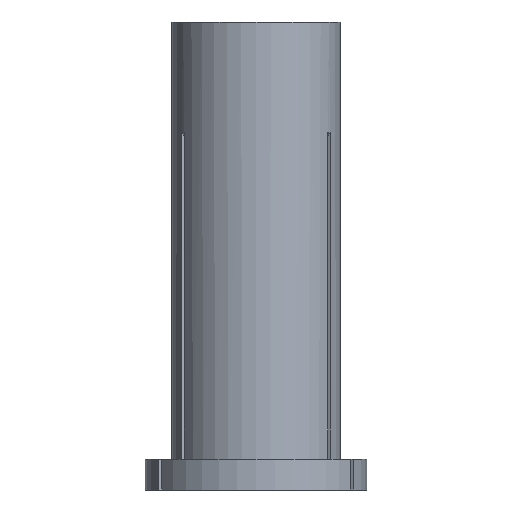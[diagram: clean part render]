
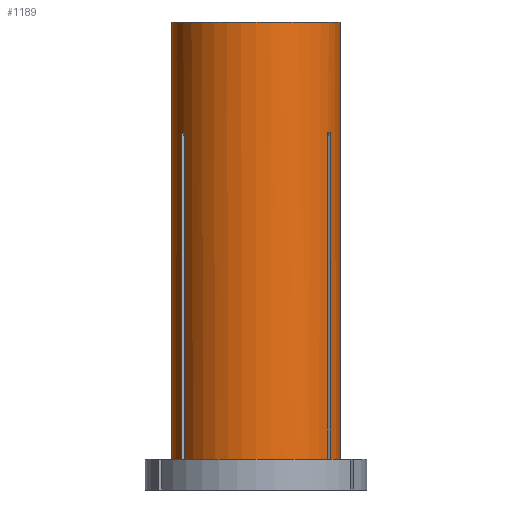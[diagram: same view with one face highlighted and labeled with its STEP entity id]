
A CAD part, front view. The second image highlights one B-rep face of the part: STEP entity #1189.
In plain terms, the highlighted cylindrical face has radius 9.525 mm (diameter 19.05 mm), a partial arc.
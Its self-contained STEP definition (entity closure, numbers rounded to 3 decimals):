
#24 = LINE ( 'NONE', #199, #57 ) ;
#40 = CARTESIAN_POINT ( 'NONE',  ( 9.525, 0., 0. ) ) ;
#57 = VECTOR ( 'NONE', #746, 1000. ) ;
#61 = AXIS2_PLACEMENT_3D ( 'NONE', #1074, #454, #443 ) ;
#82 = ORIENTED_EDGE ( 'NONE', *, *, #828, .T. ) ;
#99 = EDGE_CURVE ( 'NONE', #662, #331, #639, .T. ) ;
#118 = ORIENTED_EDGE ( 'NONE', *, *, #1135, .T. ) ;
#119 = ORIENTED_EDGE ( 'NONE', *, *, #592, .T. ) ;
#140 = AXIS2_PLACEMENT_3D ( 'NONE', #874, #1088, #459 ) ;
#158 = VECTOR ( 'NONE', #324, 1000. ) ;
#180 = VERTEX_POINT ( 'NONE', #1180 ) ;
#186 = ORIENTED_EDGE ( 'NONE', *, *, #722, .F. ) ;
#199 = CARTESIAN_POINT ( 'NONE',  ( -9.525, 0., 0. ) ) ;
#201 = CARTESIAN_POINT ( 'NONE',  ( 8.395, -4.5, 0. ) ) ;
#221 = ORIENTED_EDGE ( 'NONE', *, *, #656, .F. ) ;
#222 = CARTESIAN_POINT ( 'NONE',  ( 8.095, -5.02, -49.4 ) ) ;
#227 = CARTESIAN_POINT ( 'NONE',  ( -8.395, -4.5, -12.506 ) ) ;
#241 = ORIENTED_EDGE ( 'NONE', *, *, #1242, .T. ) ;
#276 = CIRCLE ( 'NONE', #61, 9.525 ) ;
#286 = AXIS2_PLACEMENT_3D ( 'NONE', #952, #850, #320 ) ;
#287 = CARTESIAN_POINT ( 'NONE',  ( 8.395, -4.5, -49.4 ) ) ;
#311 = ORIENTED_EDGE ( 'NONE', *, *, #905, .T. ) ;
#320 = DIRECTION ( 'NONE',  ( 1., 0., 0. ) ) ;
#324 = DIRECTION ( 'NONE',  ( 0., 0., 1. ) ) ;
#331 = VERTEX_POINT ( 'NONE', #858 ) ;
#337 = CIRCLE ( 'NONE', #140, 9.525 ) ;
#361 = LINE ( 'NONE', #721, #1326 ) ;
#371 = DIRECTION ( 'NONE',  ( 0., 0., 1. ) ) ;
#408 = EDGE_CURVE ( 'NONE', #1331, #1117, #738, .T. ) ;
#412 = CARTESIAN_POINT ( 'NONE',  ( 8.095, -5.02, -12.506 ) ) ;
#430 = AXIS2_PLACEMENT_3D ( 'NONE', #1165, #860, #1371 ) ;
#431 = CARTESIAN_POINT ( 'NONE',  ( -9.525, 0., -49.4 ) ) ;
#443 = DIRECTION ( 'NONE',  ( 1., 0., 0. ) ) ;
#454 = DIRECTION ( 'NONE',  ( 0., 0., 1. ) ) ;
#459 = DIRECTION ( 'NONE',  ( 1., 0., 0. ) ) ;
#492 = AXIS2_PLACEMENT_3D ( 'NONE', #538, #520, #638 ) ;
#499 = DIRECTION ( 'NONE',  ( 0., 0., 1. ) ) ;
#516 = CARTESIAN_POINT ( 'NONE',  ( 8.2, -4.85, -12.498 ) ) ;
#519 = EDGE_LOOP ( 'NONE', ( #1030, #1199, #764, #119, #767, #241, #82, #1077, #221, #118, #311, #186 ) ) ;
#520 = DIRECTION ( 'NONE',  ( 0., 0., 1. ) ) ;
#533 = CARTESIAN_POINT ( 'NONE',  ( 8.395, -4.5, -12.506 ) ) ;
#538 = CARTESIAN_POINT ( 'NONE',  ( 0., 0., -49.4 ) ) ;
#573 = EDGE_CURVE ( 'NONE', #1096, #784, #878, .T. ) ;
#592 = EDGE_CURVE ( 'NONE', #1223, #784, #806, .T. ) ;
#638 = DIRECTION ( 'NONE',  ( 1., 0., 0. ) ) ;
#639 = CIRCLE ( 'NONE', #492, 9.525 ) ;
#647 = VECTOR ( 'NONE', #499, 1000. ) ;
#650 = CARTESIAN_POINT ( 'NONE',  ( -8.095, -5.02, -12.506 ) ) ;
#656 = EDGE_CURVE ( 'NONE', #1018, #1117, #1136, .T. ) ;
#662 = VERTEX_POINT ( 'NONE', #431 ) ;
#668 = FACE_OUTER_BOUND ( 'NONE', #519, .T. ) ;
#679 = LINE ( 'NONE', #779, #921 ) ;
#691 = CARTESIAN_POINT ( 'NONE',  ( 9.525, 0., 0. ) ) ;
#721 = CARTESIAN_POINT ( 'NONE',  ( -8.395, -4.5, 0. ) ) ;
#722 = EDGE_CURVE ( 'NONE', #180, #783, #337, .T. ) ;
#725 = VERTEX_POINT ( 'NONE', #222 ) ;
#738 = B_SPLINE_CURVE_WITH_KNOTS ( 'NONE', 3,
 ( #412, #516, #1343, #1032 ),
 .UNSPECIFIED., .F., .F.,
 ( 4, 4 ),
 ( 0., 0.001 ),
 .UNSPECIFIED. ) ;
#746 = DIRECTION ( 'NONE',  ( 0., 0., 1. ) ) ;
#764 = ORIENTED_EDGE ( 'NONE', *, *, #1017, .T. ) ;
#767 = ORIENTED_EDGE ( 'NONE', *, *, #573, .F. ) ;
#774 = VERTEX_POINT ( 'NONE', #790 ) ;
#779 = CARTESIAN_POINT ( 'NONE',  ( 8.095, -5.02, 0. ) ) ;
#783 = VERTEX_POINT ( 'NONE', #691 ) ;
#784 = VERTEX_POINT ( 'NONE', #1196 ) ;
#790 = CARTESIAN_POINT ( 'NONE',  ( 9.525, 0., -49.4 ) ) ;
#806 = B_SPLINE_CURVE_WITH_KNOTS ( 'NONE', 3,
 ( #1036, #1351, #1140, #650 ),
 .UNSPECIFIED., .F., .F.,
 ( 4, 4 ),
 ( 0., 0.001 ),
 .UNSPECIFIED. ) ;
#828 = EDGE_CURVE ( 'NONE', #725, #1331, #679, .T. ) ;
#849 = DIRECTION ( 'NONE',  ( 0., 0., 1. ) ) ;
#850 = DIRECTION ( 'NONE',  ( 0., 0., 1. ) ) ;
#858 = CARTESIAN_POINT ( 'NONE',  ( -8.395, -4.5, -49.4 ) ) ;
#860 = DIRECTION ( 'NONE',  ( 0., 0., 1. ) ) ;
#874 = CARTESIAN_POINT ( 'NONE',  ( 0., 0., 0. ) ) ;
#878 = LINE ( 'NONE', #945, #970 ) ;
#905 = EDGE_CURVE ( 'NONE', #774, #783, #1203, .T. ) ;
#921 = VECTOR ( 'NONE', #371, 1000. ) ;
#945 = CARTESIAN_POINT ( 'NONE',  ( -8.095, -5.02, 0. ) ) ;
#947 = CARTESIAN_POINT ( 'NONE',  ( -8.095, -5.02, -49.4 ) ) ;
#952 = CARTESIAN_POINT ( 'NONE',  ( 0., 0., -49.4 ) ) ;
#970 = VECTOR ( 'NONE', #849, 1000. ) ;
#1017 = EDGE_CURVE ( 'NONE', #331, #1223, #361, .T. ) ;
#1018 = VERTEX_POINT ( 'NONE', #287 ) ;
#1021 = DIRECTION ( 'NONE',  ( 0., 0., 1. ) ) ;
#1030 = ORIENTED_EDGE ( 'NONE', *, *, #1114, .F. ) ;
#1032 = CARTESIAN_POINT ( 'NONE',  ( 8.395, -4.5, -12.506 ) ) ;
#1036 = CARTESIAN_POINT ( 'NONE',  ( -8.395, -4.5, -12.506 ) ) ;
#1074 = CARTESIAN_POINT ( 'NONE',  ( 0., 0., -49.4 ) ) ;
#1077 = ORIENTED_EDGE ( 'NONE', *, *, #408, .T. ) ;
#1088 = DIRECTION ( 'NONE',  ( 0., 0., 1. ) ) ;
#1096 = VERTEX_POINT ( 'NONE', #947 ) ;
#1114 = EDGE_CURVE ( 'NONE', #662, #180, #24, .T. ) ;
#1117 = VERTEX_POINT ( 'NONE', #533 ) ;
#1135 = EDGE_CURVE ( 'NONE', #1018, #774, #1230, .T. ) ;
#1136 = LINE ( 'NONE', #201, #158 ) ;
#1140 = CARTESIAN_POINT ( 'NONE',  ( -8.2, -4.85, -12.498 ) ) ;
#1165 = CARTESIAN_POINT ( 'NONE',  ( 0., 0., 0. ) ) ;
#1170 = CYLINDRICAL_SURFACE ( 'NONE', #430, 9.525 ) ;
#1180 = CARTESIAN_POINT ( 'NONE',  ( -9.525, 0., 0. ) ) ;
#1189 = ADVANCED_FACE ( 'NONE', ( #668 ), #1170, .T. ) ;
#1196 = CARTESIAN_POINT ( 'NONE',  ( -8.095, -5.02, -12.506 ) ) ;
#1199 = ORIENTED_EDGE ( 'NONE', *, *, #99, .T. ) ;
#1203 = LINE ( 'NONE', #40, #647 ) ;
#1223 = VERTEX_POINT ( 'NONE', #227 ) ;
#1230 = CIRCLE ( 'NONE', #286, 9.525 ) ;
#1242 = EDGE_CURVE ( 'NONE', #1096, #725, #276, .T. ) ;
#1301 = CARTESIAN_POINT ( 'NONE',  ( 8.095, -5.02, -12.506 ) ) ;
#1326 = VECTOR ( 'NONE', #1021, 1000. ) ;
#1331 = VERTEX_POINT ( 'NONE', #1301 ) ;
#1343 = CARTESIAN_POINT ( 'NONE',  ( 8.3, -4.677, -12.498 ) ) ;
#1351 = CARTESIAN_POINT ( 'NONE',  ( -8.3, -4.677, -12.498 ) ) ;
#1371 = DIRECTION ( 'NONE',  ( 1., 0., 0. ) ) ;
